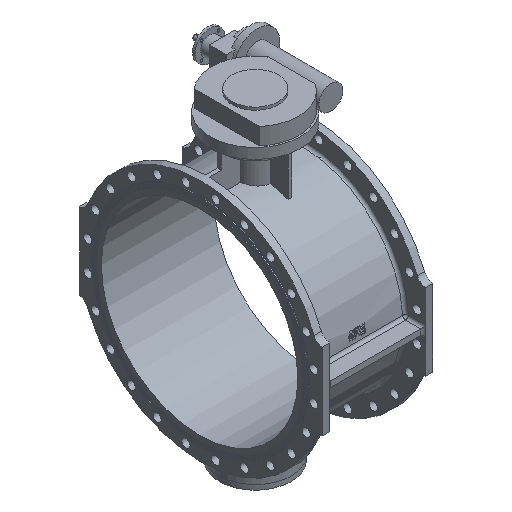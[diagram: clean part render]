
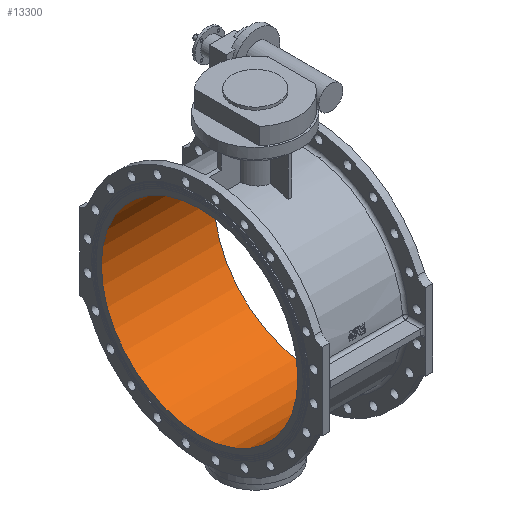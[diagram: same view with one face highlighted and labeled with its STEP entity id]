
A CAD part, isometric view. The second image highlights one B-rep face of the part: STEP entity #13300.
In plain terms, the highlighted cylindrical face has radius 409.5 mm (diameter 819 mm), a full revolution.
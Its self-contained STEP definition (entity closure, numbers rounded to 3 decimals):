
#208 = CARTESIAN_POINT ( 'NONE',  ( 235., 0., 0. ) ) ;
#209 = DIRECTION ( 'NONE',  ( -1., 0., 0. ) ) ;
#210 = DIRECTION ( 'NONE',  ( 0., 0., 1. ) ) ;
#686 = EDGE_LOOP ( 'NONE', ( #10290 ) ) ;
#690 = EDGE_LOOP ( 'NONE', ( #10288 ) ) ;
#6317 = FACE_OUTER_BOUND ( 'NONE', #690, .T. ) ;
#6320 = FACE_OUTER_BOUND ( 'NONE', #686, .T. ) ;
#6322 = CYLINDRICAL_SURFACE ( 'NONE', #16028, 409.5 ) ;
#7403 = CIRCLE ( 'NONE', #16143, 409.5 ) ;
#10259 = VERTEX_POINT ( 'NONE', #12972 ) ;
#10288 = ORIENTED_EDGE ( 'NONE', *, *, #19002, .T. ) ;
#10290 = ORIENTED_EDGE ( 'NONE', *, *, #19654, .F. ) ;
#10461 = VERTEX_POINT ( 'NONE', #13128 ) ;
#12972 = CARTESIAN_POINT ( 'NONE',  ( -235., 0., 409.5 ) ) ;
#13128 = CARTESIAN_POINT ( 'NONE',  ( 235., 0., 409.5 ) ) ;
#13300 = ADVANCED_FACE ( 'NONE', ( #6317, #6320 ), #6322, .F. ) ;
#14955 = DIRECTION ( 'NONE',  ( 0., 0., 1. ) ) ;
#14960 = CARTESIAN_POINT ( 'NONE',  ( 0., 0., 0. ) ) ;
#14961 = DIRECTION ( 'NONE',  ( -1., 0., 0. ) ) ;
#16028 = AXIS2_PLACEMENT_3D ( 'NONE', #14960, #14961, #14955 ) ;
#16143 = AXIS2_PLACEMENT_3D ( 'NONE', #20532, #20533, #20534 ) ;
#16346 = AXIS2_PLACEMENT_3D ( 'NONE', #208, #209, #210 ) ;
#19002 = EDGE_CURVE ( 'NONE', #10259, #10259, #7403, .T. ) ;
#19654 = EDGE_CURVE ( 'NONE', #10461, #10461, #22770, .T. ) ;
#20532 = CARTESIAN_POINT ( 'NONE',  ( -235., 0., 0. ) ) ;
#20533 = DIRECTION ( 'NONE',  ( -1., 0., 0. ) ) ;
#20534 = DIRECTION ( 'NONE',  ( 0., 0., 1. ) ) ;
#22770 = CIRCLE ( 'NONE', #16346, 409.5 ) ;
